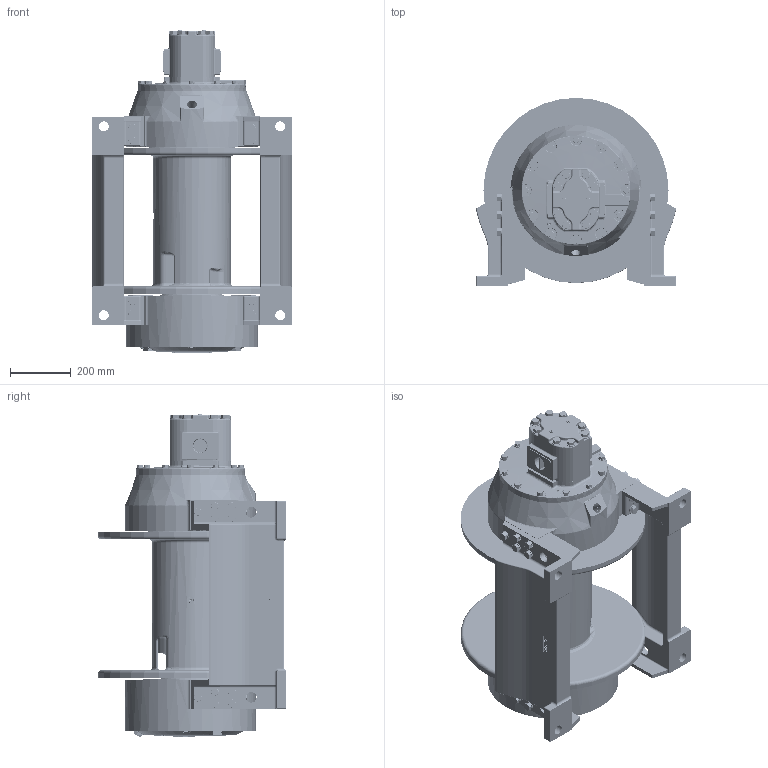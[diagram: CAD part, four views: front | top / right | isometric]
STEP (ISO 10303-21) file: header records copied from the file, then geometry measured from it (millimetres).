
FILE_DESCRIPTION((''),'2;1');
FILE_NAME('TWG-TEMP','2020-10-11T15:04:54',('Administrator'),(''),'CREO PARAMETRIC BY PTC INC, 2019292','CREO PARAMETRIC BY PTC INC, 2019292','');
FILE_SCHEMA(('AUTOMOTIVE_DESIGN { 1 0 10303 214 1 1 1 1 }'));
Products named in the file (1): TWG-TEMP
Bounding box: 657.23 x 619.12 x 1065.3 mm (x, y, z)
Surface area: 5683391.1 mm2 (no closed solid volume)
Topology: 0 solids, 275 shells, 4238 faces, 15122 edges, 10908 vertices
Faces by surface type: cylinder 1393, plane 1186, cone 632, torus 401, bspline 324, extrusion 244, sphere 58
Entity records: 242935 total; most frequent: CARTESIAN_POINT 94964, ORIENTED_EDGE 23403, DIRECTION 21322, EDGE_CURVE 14965, VERTEX_POINT 10908, AXIS2_PLACEMENT_3D 7732, VECTOR 5855, LINE 5611
